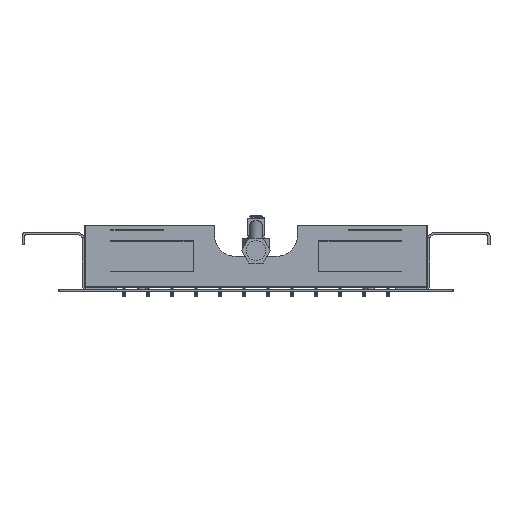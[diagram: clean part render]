
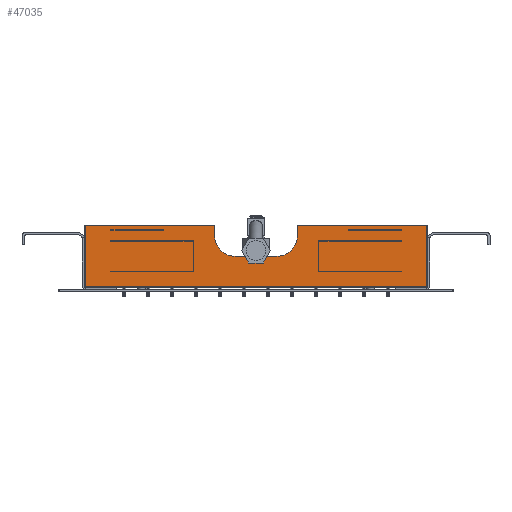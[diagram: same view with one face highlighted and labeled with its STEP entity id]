
A CAD part, front view. The second image highlights one B-rep face of the part: STEP entity #47035.
In plain terms, the highlighted planar face has unit normal (0, -1, 0).
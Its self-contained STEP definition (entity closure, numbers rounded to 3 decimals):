
#4731=LINE('',#88657,#8825);
#4787=LINE('',#88789,#8881);
#4788=LINE('',#88792,#8882);
#4789=LINE('',#88794,#8883);
#4790=LINE('',#88796,#8884);
#4791=LINE('',#88798,#8885);
#4792=LINE('',#88800,#8886);
#4793=LINE('',#88802,#8887);
#4794=LINE('',#88804,#8888);
#4795=LINE('',#88805,#8889);
#4796=LINE('',#88808,#8890);
#4797=LINE('',#88810,#8891);
#4798=LINE('',#88812,#8892);
#4799=LINE('',#88814,#8893);
#4800=LINE('',#88816,#8894);
#4801=LINE('',#88818,#8895);
#4802=LINE('',#88820,#8896);
#4803=LINE('',#88821,#8897);
#4804=LINE('',#88824,#8898);
#4805=LINE('',#88826,#8899);
#4806=LINE('',#88828,#8900);
#4807=LINE('',#88829,#8901);
#4808=LINE('',#88831,#8902);
#4809=LINE('',#88835,#8903);
#8825=VECTOR('',#65826,1000.);
#8881=VECTOR('',#65930,1000.);
#8882=VECTOR('',#65931,1000.);
#8883=VECTOR('',#65932,1000.);
#8884=VECTOR('',#65933,1000.);
#8885=VECTOR('',#65934,1000.);
#8886=VECTOR('',#65935,1000.);
#8887=VECTOR('',#65936,1000.);
#8888=VECTOR('',#65937,1000.);
#8889=VECTOR('',#65938,1000.);
#8890=VECTOR('',#65939,1000.);
#8891=VECTOR('',#65940,1000.);
#8892=VECTOR('',#65941,1000.);
#8893=VECTOR('',#65942,1000.);
#8894=VECTOR('',#65943,1000.);
#8895=VECTOR('',#65944,1000.);
#8896=VECTOR('',#65945,1000.);
#8897=VECTOR('',#65946,1000.);
#8898=VECTOR('',#65947,1000.);
#8899=VECTOR('',#65948,1000.);
#8900=VECTOR('',#65949,1000.);
#8901=VECTOR('',#65950,1000.);
#8902=VECTOR('',#65951,1000.);
#8903=VECTOR('',#65954,1000.);
#22795=ORIENTED_EDGE('',*,*,#30844,.F.);
#22796=ORIENTED_EDGE('',*,*,#30845,.F.);
#22797=ORIENTED_EDGE('',*,*,#30846,.F.);
#22798=ORIENTED_EDGE('',*,*,#30847,.F.);
#22799=ORIENTED_EDGE('',*,*,#30848,.F.);
#22800=ORIENTED_EDGE('',*,*,#30849,.F.);
#22801=ORIENTED_EDGE('',*,*,#30850,.F.);
#22802=ORIENTED_EDGE('',*,*,#30851,.F.);
#22803=ORIENTED_EDGE('',*,*,#30852,.T.);
#22804=ORIENTED_EDGE('',*,*,#30853,.T.);
#22805=ORIENTED_EDGE('',*,*,#30854,.T.);
#22806=ORIENTED_EDGE('',*,*,#30855,.T.);
#22807=ORIENTED_EDGE('',*,*,#30856,.T.);
#22808=ORIENTED_EDGE('',*,*,#30857,.T.);
#22809=ORIENTED_EDGE('',*,*,#30858,.T.);
#22810=ORIENTED_EDGE('',*,*,#30859,.T.);
#22811=ORIENTED_EDGE('',*,*,#30860,.T.);
#22812=ORIENTED_EDGE('',*,*,#30861,.F.);
#22813=ORIENTED_EDGE('',*,*,#30862,.F.);
#22814=ORIENTED_EDGE('',*,*,#30863,.T.);
#22815=ORIENTED_EDGE('',*,*,#30777,.T.);
#22816=ORIENTED_EDGE('',*,*,#30864,.F.);
#22817=ORIENTED_EDGE('',*,*,#30865,.T.);
#22818=ORIENTED_EDGE('',*,*,#30866,.F.);
#22819=ORIENTED_EDGE('',*,*,#30867,.T.);
#22820=ORIENTED_EDGE('',*,*,#30868,.F.);
#30777=EDGE_CURVE('Edge7284',#37246,#37245,#4731,.T.);
#30844=EDGE_CURVE('Edge7174',#37298,#37299,#4787,.T.);
#30845=EDGE_CURVE('Edge7172',#37300,#37298,#4788,.T.);
#30846=EDGE_CURVE('Edge7170',#37301,#37300,#4789,.T.);
#30847=EDGE_CURVE('Edge7168',#37302,#37301,#4790,.T.);
#30848=EDGE_CURVE('Edge7166',#37303,#37302,#4791,.T.);
#30849=EDGE_CURVE('Edge7164',#37304,#37303,#4792,.T.);
#30850=EDGE_CURVE('Edge7162',#37305,#37304,#4793,.T.);
#30851=EDGE_CURVE('Edge7159',#37299,#37305,#4794,.T.);
#30852=EDGE_CURVE('Edge7190',#37306,#37307,#4795,.T.);
#30853=EDGE_CURVE('Edge7188',#37307,#37308,#4796,.T.);
#30854=EDGE_CURVE('Edge7186',#37308,#37309,#4797,.T.);
#30855=EDGE_CURVE('Edge7184',#37309,#37310,#4798,.T.);
#30856=EDGE_CURVE('Edge7182',#37310,#37311,#4799,.T.);
#30857=EDGE_CURVE('Edge7180',#37311,#37312,#4800,.T.);
#30858=EDGE_CURVE('Edge7178',#37312,#37313,#4801,.T.);
#30859=EDGE_CURVE('Edge7175',#37313,#37306,#4802,.T.);
#30860=EDGE_CURVE('Edge7198',#37314,#37315,#4803,.T.);
#30861=EDGE_CURVE('Edge7236',#37316,#37315,#4804,.T.);
#30862=EDGE_CURVE('Edge7247',#37317,#37316,#4805,.T.);
#30863=EDGE_CURVE('Edge6506',#37317,#37246,#4806,.T.);
#30864=EDGE_CURVE('Edge7233',#37318,#37245,#4807,.T.);
#30865=EDGE_CURVE('Edge7196',#37318,#37319,#4808,.T.);
#30866=EDGE_CURVE('Edge6526',#37320,#37319,#39136,.T.);
#30867=EDGE_CURVE('Edge7193',#37320,#37321,#4809,.T.);
#30868=EDGE_CURVE('Edge6530',#37314,#37321,#39137,.T.);
#37245=VERTEX_POINT('',#88656);
#37246=VERTEX_POINT('',#88658);
#37298=VERTEX_POINT('',#88790);
#37299=VERTEX_POINT('',#88791);
#37300=VERTEX_POINT('',#88793);
#37301=VERTEX_POINT('',#88795);
#37302=VERTEX_POINT('',#88797);
#37303=VERTEX_POINT('',#88799);
#37304=VERTEX_POINT('',#88801);
#37305=VERTEX_POINT('',#88803);
#37306=VERTEX_POINT('',#88806);
#37307=VERTEX_POINT('',#88807);
#37308=VERTEX_POINT('',#88809);
#37309=VERTEX_POINT('',#88811);
#37310=VERTEX_POINT('',#88813);
#37311=VERTEX_POINT('',#88815);
#37312=VERTEX_POINT('',#88817);
#37313=VERTEX_POINT('',#88819);
#37314=VERTEX_POINT('',#88822);
#37315=VERTEX_POINT('',#88823);
#37316=VERTEX_POINT('',#88825);
#37317=VERTEX_POINT('',#88827);
#37318=VERTEX_POINT('',#88830);
#37319=VERTEX_POINT('',#88832);
#37320=VERTEX_POINT('',#88834);
#37321=VERTEX_POINT('',#88836);
#39136=CIRCLE('',#52206,20.);
#39137=CIRCLE('',#52207,20.);
#41711=EDGE_LOOP('',(#22795,#22796,#22797,#22798,#22799,#22800,#22801,#22802));
#41712=EDGE_LOOP('',(#22803,#22804,#22805,#22806,#22807,#22808,#22809,#22810));
#41713=EDGE_LOOP('',(#22811,#22812,#22813,#22814,#22815,#22816,#22817,#22818,
#22819,#22820));
#44399=FACE_BOUND('',#41711,.T.);
#44400=FACE_BOUND('',#41712,.T.);
#44401=FACE_BOUND('',#41713,.T.);
#45382=PLANE('',#52205);
#47035=ADVANCED_FACE('Face2592',(#44399,#44400,#44401),#45382,.T.);
#52205=AXIS2_PLACEMENT_3D('',#88788,#65928,#65929);
#52206=AXIS2_PLACEMENT_3D('',#88833,#65952,#65953);
#52207=AXIS2_PLACEMENT_3D('',#88837,#65955,#65956);
#65826=DIRECTION('',(0.,0.,1.));
#65928=DIRECTION('',(0.,-1.,0.));
#65929=DIRECTION('',(1.,0.,0.));
#65930=DIRECTION('',(-1.,0.,0.));
#65931=DIRECTION('',(0.,0.,-1.));
#65932=DIRECTION('',(1.,0.,0.));
#65933=DIRECTION('',(0.,0.,-1.));
#65934=DIRECTION('',(-1.,0.,0.));
#65935=DIRECTION('',(0.,0.,1.));
#65936=DIRECTION('',(1.,0.,0.));
#65937=DIRECTION('',(0.,0.,-1.));
#65938=DIRECTION('',(1.,0.,0.));
#65939=DIRECTION('',(0.,0.,-1.));
#65940=DIRECTION('',(-1.,0.,0.));
#65941=DIRECTION('',(0.,0.,1.));
#65942=DIRECTION('',(1.,0.,0.));
#65943=DIRECTION('',(0.,0.,-1.));
#65944=DIRECTION('',(-1.,0.,0.));
#65945=DIRECTION('',(0.,0.,-1.));
#65946=DIRECTION('',(0.,0.,1.));
#65947=DIRECTION('',(1.,0.,0.));
#65948=DIRECTION('',(0.,0.,1.));
#65949=DIRECTION('',(1.,0.,0.));
#65950=DIRECTION('',(1.,0.,0.));
#65951=DIRECTION('',(0.,0.,-1.));
#65952=DIRECTION('',(0.,-1.,0.));
#65953=DIRECTION('',(0.707,0.,-0.707));
#65954=DIRECTION('',(-1.,0.,0.));
#65955=DIRECTION('',(0.,-1.,0.));
#65956=DIRECTION('',(-0.707,0.,-0.707));
#88656=CARTESIAN_POINT('',(165.,-165.,64.));
#88657=CARTESIAN_POINT('',(165.,-165.,34.5));
#88658=CARTESIAN_POINT('',(165.,-165.,5.));
#88788=CARTESIAN_POINT('',(0.,-165.,34.5));
#88789=CARTESIAN_POINT('',(-100.25,-165.,19.5));
#88790=CARTESIAN_POINT('',(-60.5,-165.,19.5));
#88791=CARTESIAN_POINT('',(-140.,-165.,19.5));
#88792=CARTESIAN_POINT('',(-60.5,-165.,34.));
#88793=CARTESIAN_POINT('',(-60.5,-165.,48.5));
#88794=CARTESIAN_POINT('',(-100.25,-165.,48.5));
#88795=CARTESIAN_POINT('',(-140.,-165.,48.5));
#88796=CARTESIAN_POINT('',(-140.,-165.,48.75));
#88797=CARTESIAN_POINT('',(-140.,-165.,49.));
#88798=CARTESIAN_POINT('',(-100.,-165.,49.));
#88799=CARTESIAN_POINT('',(-60.,-165.,49.));
#88800=CARTESIAN_POINT('',(-60.,-165.,34.));
#88801=CARTESIAN_POINT('',(-60.,-165.,19.));
#88802=CARTESIAN_POINT('',(-100.,-165.,19.));
#88803=CARTESIAN_POINT('',(-140.,-165.,19.));
#88804=CARTESIAN_POINT('',(-140.,-165.,19.25));
#88805=CARTESIAN_POINT('',(100.25,-165.,19.5));
#88806=CARTESIAN_POINT('',(60.5,-165.,19.5));
#88807=CARTESIAN_POINT('',(140.,-165.,19.5));
#88808=CARTESIAN_POINT('',(140.,-165.,19.25));
#88809=CARTESIAN_POINT('',(140.,-165.,19.));
#88810=CARTESIAN_POINT('',(100.,-165.,19.));
#88811=CARTESIAN_POINT('',(60.,-165.,19.));
#88812=CARTESIAN_POINT('',(60.,-165.,34.));
#88813=CARTESIAN_POINT('',(60.,-165.,49.));
#88814=CARTESIAN_POINT('',(100.,-165.,49.));
#88815=CARTESIAN_POINT('',(140.,-165.,49.));
#88816=CARTESIAN_POINT('',(140.,-165.,48.75));
#88817=CARTESIAN_POINT('',(140.,-165.,48.5));
#88818=CARTESIAN_POINT('',(100.25,-165.,48.5));
#88819=CARTESIAN_POINT('',(60.5,-165.,48.5));
#88820=CARTESIAN_POINT('',(60.5,-165.,34.));
#88821=CARTESIAN_POINT('',(-40.,-165.,59.));
#88822=CARTESIAN_POINT('',(-40.,-165.,54.));
#88823=CARTESIAN_POINT('',(-40.,-165.,64.));
#88824=CARTESIAN_POINT('',(-102.5,-165.,64.));
#88825=CARTESIAN_POINT('',(-165.,-165.,64.));
#88826=CARTESIAN_POINT('',(-165.,-165.,34.5));
#88827=CARTESIAN_POINT('',(-165.,-165.,5.));
#88828=CARTESIAN_POINT('',(0.,-165.,5.));
#88829=CARTESIAN_POINT('',(102.5,-165.,64.));
#88830=CARTESIAN_POINT('',(40.,-165.,64.));
#88831=CARTESIAN_POINT('',(40.,-165.,59.));
#88832=CARTESIAN_POINT('',(40.,-165.,54.));
#88833=CARTESIAN_POINT('',(20.,-165.,54.));
#88834=CARTESIAN_POINT('',(20.,-165.,34.));
#88835=CARTESIAN_POINT('',(0.,-165.,34.));
#88836=CARTESIAN_POINT('',(-20.,-165.,34.));
#88837=CARTESIAN_POINT('',(-20.,-165.,54.));
